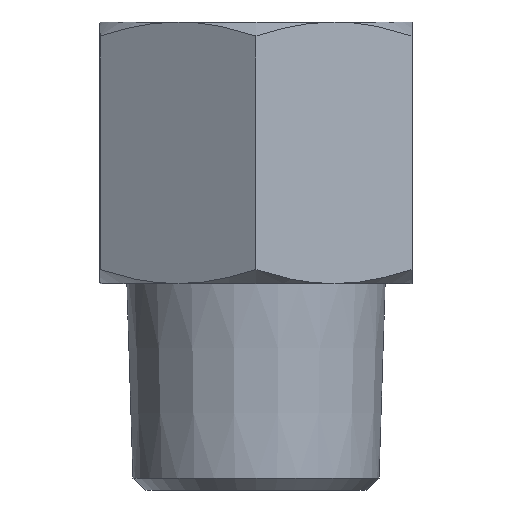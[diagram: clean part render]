
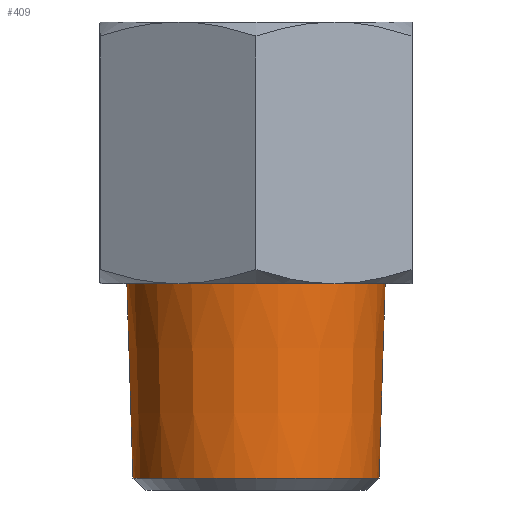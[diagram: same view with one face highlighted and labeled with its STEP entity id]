
A CAD part, left-side view. The second image highlights one B-rep face of the part: STEP entity #409.
In plain terms, the highlighted conical face has half-angle 1.8 degrees and reference radius 10.49 mm.
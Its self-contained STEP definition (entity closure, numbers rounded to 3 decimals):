
#28=LINE('',#756,#40);
#40=VECTOR('',#576,10.49);
#74=FACE_OUTER_BOUND('',#103,.T.);
#103=EDGE_LOOP('',(#325,#326,#327,#328,#329));
#132=CIRCLE('',#474,10.251);
#133=CIRCLE('',#475,10.251);
#134=CIRCLE('',#477,10.761);
#191=VERTEX_POINT('',#749);
#192=VERTEX_POINT('',#751);
#193=VERTEX_POINT('',#755);
#245=EDGE_CURVE('',#191,#192,#132,.T.);
#246=EDGE_CURVE('',#192,#191,#133,.T.);
#247=EDGE_CURVE('',#192,#193,#28,.T.);
#248=EDGE_CURVE('',#193,#193,#134,.T.);
#325=ORIENTED_EDGE('',*,*,#245,.F.);
#326=ORIENTED_EDGE('',*,*,#246,.F.);
#327=ORIENTED_EDGE('',*,*,#247,.T.);
#328=ORIENTED_EDGE('',*,*,#248,.F.);
#329=ORIENTED_EDGE('',*,*,#247,.F.);
#388=CONICAL_SURFACE('',#476,10.49,0.031);
#409=ADVANCED_FACE('',(#74),#388,.T.);
#474=AXIS2_PLACEMENT_3D('',#752,#570,#571);
#475=AXIS2_PLACEMENT_3D('',#753,#572,#573);
#476=AXIS2_PLACEMENT_3D('',#754,#574,#575);
#477=AXIS2_PLACEMENT_3D('',#757,#577,#578);
#570=DIRECTION('center_axis',(0.,0.,-1.));
#571=DIRECTION('ref_axis',(0.,-1.,0.));
#572=DIRECTION('center_axis',(0.,0.,-1.));
#573=DIRECTION('ref_axis',(0.,-1.,0.));
#574=DIRECTION('center_axis',(0.,0.,1.));
#575=DIRECTION('ref_axis',(0.,1.,0.));
#576=DIRECTION('',(0.,-0.031,1.));
#577=DIRECTION('center_axis',(0.,0.,1.));
#578=DIRECTION('ref_axis',(0.,1.,0.));
#749=CARTESIAN_POINT('',(0.,10.251,-38.));
#751=CARTESIAN_POINT('',(0.,-10.251,-38.));
#752=CARTESIAN_POINT('Origin',(0.,0.,
-38.));
#753=CARTESIAN_POINT('Origin',(0.,0.,
-38.));
#754=CARTESIAN_POINT('Origin',(0.,0.,-30.4));
#755=CARTESIAN_POINT('',(0.,-10.761,-21.8));
#756=CARTESIAN_POINT('',(0.,-10.49,-30.4));
#757=CARTESIAN_POINT('Origin',(0.,0.,-21.8));
